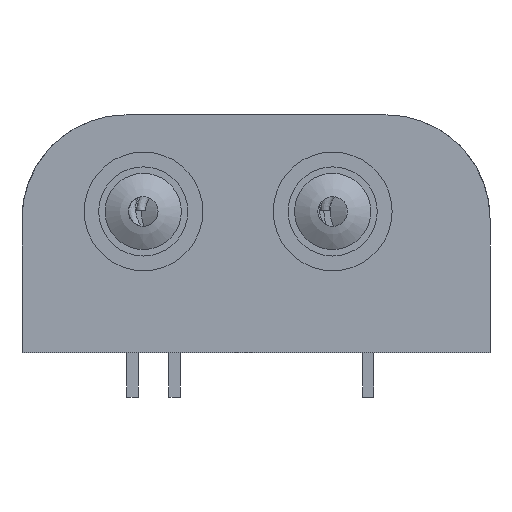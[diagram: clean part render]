
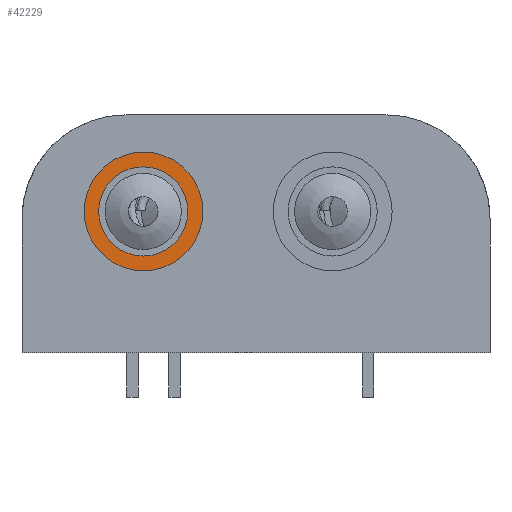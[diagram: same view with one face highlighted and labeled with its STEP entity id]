
A CAD part, front view. The second image highlights one B-rep face of the part: STEP entity #42229.
In plain terms, the highlighted planar face has unit normal (0, -1, 0).
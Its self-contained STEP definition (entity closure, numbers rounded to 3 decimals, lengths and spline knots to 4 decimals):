
#41775 = EDGE_CURVE('',#41776,#41776,#41778,.T.);
#41776 = VERTEX_POINT('',#41777);
#41777 = CARTESIAN_POINT('',(-21.34,9.34,
    1.95));
#41778 = SURFACE_CURVE('',#41779,(#41784,#41796),.PCURVE_S1.);
#41779 = CIRCLE('',#41780,3.);
#41780 = AXIS2_PLACEMENT_3D('',#41781,#41782,#41783);
#41781 = CARTESIAN_POINT('',(-24.34,9.34,
    1.95));
#41782 = DIRECTION('',(0.,1.,0.));
#41783 = DIRECTION('',(-1.,0.,0.));
#41784 = PCURVE('',#41785,#41790);
#41785 = CYLINDRICAL_SURFACE('',#41786,3.);
#41786 = AXIS2_PLACEMENT_3D('',#41787,#41788,#41789);
#41787 = CARTESIAN_POINT('',(-24.34,9.6419,
    1.95));
#41788 = DIRECTION('',(0.,1.,0.));
#41789 = DIRECTION('',(1.,-0.,0.));
#41790 = DEFINITIONAL_REPRESENTATION('',(#41791),#41795);
#41791 = LINE('',#41792,#41793);
#41792 = CARTESIAN_POINT('',(-3.142,-0.302));
#41793 = VECTOR('',#41794,1.);
#41794 = DIRECTION('',(1.,0.));
#41795 = ( GEOMETRIC_REPRESENTATION_CONTEXT(2) 
PARAMETRIC_REPRESENTATION_CONTEXT() REPRESENTATION_CONTEXT('2D SPACE',''
  ) );
#41796 = PCURVE('',#41797,#41802);
#41797 = PLANE('',#41798);
#41798 = AXIS2_PLACEMENT_3D('',#41799,#41800,#41801);
#41799 = CARTESIAN_POINT('',(-23.,9.34,
    1.95));
#41800 = DIRECTION('',(0.,-1.,0.));
#41801 = DIRECTION('',(-0.,0.,-1.));
#41802 = DEFINITIONAL_REPRESENTATION('',(#41803),#41811);
#41803 = ( BOUNDED_CURVE() B_SPLINE_CURVE(2,(#41804,#41805,#41806,#41807
    ,#41808,#41809,#41810),.UNSPECIFIED.,.T.,.F.) 
B_SPLINE_CURVE_WITH_KNOTS((1,2,2,2,2,1),(-2.0944,0.,
    2.0944,4.1888,6.2832,8.3776),
.UNSPECIFIED.) CURVE() GEOMETRIC_REPRESENTATION_ITEM() 
RATIONAL_B_SPLINE_CURVE((1.,0.5,1.,0.5,1.,0.5,1.)) REPRESENTATION_ITEM(
  '') );
#41804 = CARTESIAN_POINT('',(0.,-4.34));
#41805 = CARTESIAN_POINT('',(-5.196,-4.34));
#41806 = CARTESIAN_POINT('',(-2.598,0.16));
#41807 = CARTESIAN_POINT('',(0.,4.66));
#41808 = CARTESIAN_POINT('',(2.598,0.16));
#41809 = CARTESIAN_POINT('',(5.196,-4.34));
#41810 = CARTESIAN_POINT('',(0.,-4.34));
#41811 = ( GEOMETRIC_REPRESENTATION_CONTEXT(2) 
PARAMETRIC_REPRESENTATION_CONTEXT() REPRESENTATION_CONTEXT('2D SPACE',''
  ) );
#42229 = ADVANCED_FACE('',(#42230,#42261),#41797,.T.);
#42230 = FACE_BOUND('',#42231,.T.);
#42231 = EDGE_LOOP('',(#42232));
#42232 = ORIENTED_EDGE('',*,*,#42233,.T.);
#42233 = EDGE_CURVE('',#42234,#42234,#42236,.T.);
#42234 = VERTEX_POINT('',#42235);
#42235 = CARTESIAN_POINT('',(-28.32,9.34,
    1.95));
#42236 = SURFACE_CURVE('',#42237,(#42242,#42249),.PCURVE_S1.);
#42237 = CIRCLE('',#42238,4.);
#42238 = AXIS2_PLACEMENT_3D('',#42239,#42240,#42241);
#42239 = CARTESIAN_POINT('',(-24.32,9.34,
    1.95));
#42240 = DIRECTION('',(0.,-1.,0.));
#42241 = DIRECTION('',(1.,0.,0.));
#42242 = PCURVE('',#41797,#42243);
#42243 = DEFINITIONAL_REPRESENTATION('',(#42244),#42248);
#42244 = CIRCLE('',#42245,4.);
#42245 = AXIS2_PLACEMENT_2D('',#42246,#42247);
#42246 = CARTESIAN_POINT('',(0.,-1.32));
#42247 = DIRECTION('',(-0.,1.));
#42248 = ( GEOMETRIC_REPRESENTATION_CONTEXT(2) 
PARAMETRIC_REPRESENTATION_CONTEXT() REPRESENTATION_CONTEXT('2D SPACE',''
  ) );
#42249 = PCURVE('',#42250,#42255);
#42250 = CYLINDRICAL_SURFACE('',#42251,4.);
#42251 = AXIS2_PLACEMENT_3D('',#42252,#42253,#42254);
#42252 = CARTESIAN_POINT('',(-24.32,10.15,
    1.95));
#42253 = DIRECTION('',(0.,1.,0.));
#42254 = DIRECTION('',(-1.,0.,0.));
#42255 = DEFINITIONAL_REPRESENTATION('',(#42256),#42260);
#42256 = LINE('',#42257,#42258);
#42257 = CARTESIAN_POINT('',(9.425,-0.81));
#42258 = VECTOR('',#42259,1.);
#42259 = DIRECTION('',(-1.,0.));
#42260 = ( GEOMETRIC_REPRESENTATION_CONTEXT(2) 
PARAMETRIC_REPRESENTATION_CONTEXT() REPRESENTATION_CONTEXT('2D SPACE',''
  ) );
#42261 = FACE_BOUND('',#42262,.T.);
#42262 = EDGE_LOOP('',(#42263));
#42263 = ORIENTED_EDGE('',*,*,#41775,.T.);
